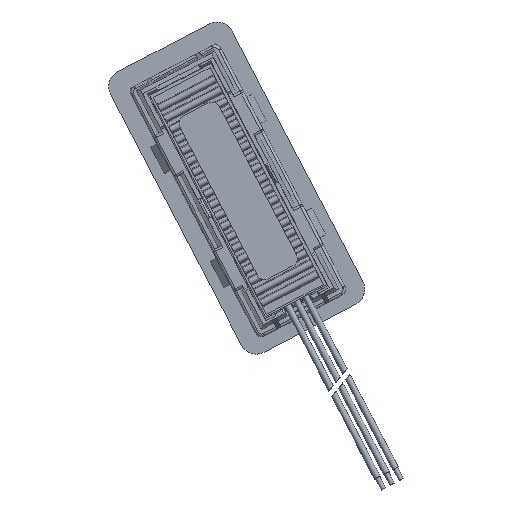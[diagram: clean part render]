
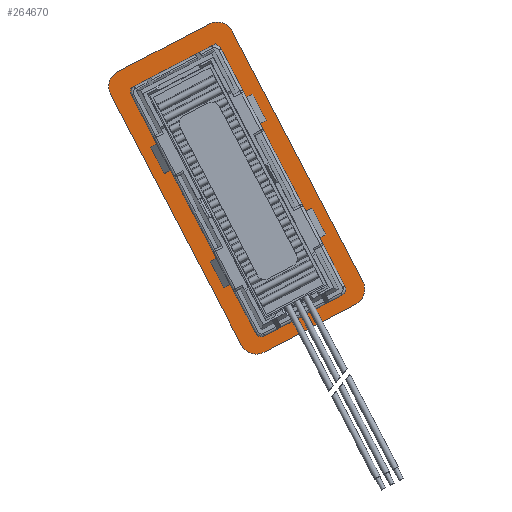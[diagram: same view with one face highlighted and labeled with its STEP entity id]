
A CAD part, front view. The second image highlights one B-rep face of the part: STEP entity #264670.
In plain terms, the highlighted planar face has unit normal (0, -1, 0).
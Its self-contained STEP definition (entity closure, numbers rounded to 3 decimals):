
#263580=CARTESIAN_POINT('',(-18.452,51.992,
-23.136));
#263590=DIRECTION('',(0.,-1.,
0.));
#263600=DIRECTION('',(-0.887,0.,
-0.463));
#263610=AXIS2_PLACEMENT_3D('',#263580,#263590,#263600);
#263620=PLANE('',#263610);
#263630=CARTESIAN_POINT('',(-26.462,51.992,
10.472));
#263640=DIRECTION('',(0.,-1.,
0.));
#263650=DIRECTION('',(-0.463,0.,
0.887));
#263660=AXIS2_PLACEMENT_3D('',#263630,#263640,#263650);
#263670=CIRCLE('',#263660,4.);
#263680=CARTESIAN_POINT('',(-28.313,51.992,
14.018));
#263690=VERTEX_POINT('',#263680);
#263700=CARTESIAN_POINT('',(-30.008,51.992,
8.621));
#263710=VERTEX_POINT('',#263700);
#263720=EDGE_CURVE('',#263690,#263710,#263670,.T.);
#263730=ORIENTED_EDGE('',*,*,#263720,.T.);
#263740=CARTESIAN_POINT('',(-28.313,51.992,
14.018));
#263750=DIRECTION('',(0.887,0.,
0.463));
#263760=VECTOR('',#263750,1.);
#263770=LINE('',#263740,#263760);
#263780=CARTESIAN_POINT('',(-6.593,51.992,
25.353));
#263790=VERTEX_POINT('',#263780);
#263800=EDGE_CURVE('',#263690,#263790,#263770,.T.);
#263810=ORIENTED_EDGE('',*,*,#263800,.F.);
#263820=CARTESIAN_POINT('',(-4.742,51.992,
21.807));
#263830=DIRECTION('',(0.,-1.,
0.));
#263840=DIRECTION('',(0.887,0.,
0.463));
#263850=AXIS2_PLACEMENT_3D('',#263820,#263830,#263840);
#263860=CIRCLE('',#263850,4.);
#263870=CARTESIAN_POINT('',(-1.196,51.991,
23.658));
#263880=VERTEX_POINT('',#263870);
#263890=EDGE_CURVE('',#263880,#263790,#263860,.T.);
#263900=ORIENTED_EDGE('',*,*,#263890,.T.);
#263910=CARTESIAN_POINT('',(-1.196,51.991,
23.658));
#263920=DIRECTION('',(0.463,0.,
-0.887));
#263930=VECTOR('',#263920,1.);
#263940=LINE('',#263910,#263930);
#263950=CARTESIAN_POINT('',(29.803,51.991,
-35.739));
#263960=VERTEX_POINT('',#263950);
#263970=EDGE_CURVE('',#263880,#263960,#263940,.T.);
#263980=ORIENTED_EDGE('',*,*,#263970,.F.);
#263990=CARTESIAN_POINT('',(26.257,51.991,
-37.59));
#264000=DIRECTION('',(0.,-1.,
0.));
#264010=DIRECTION('',(0.463,0.,
-0.887));
#264020=AXIS2_PLACEMENT_3D('',#263990,#264000,#264010);
#264030=CIRCLE('',#264020,4.);
#264040=CARTESIAN_POINT('',(28.108,51.991,
-41.136));
#264050=VERTEX_POINT('',#264040);
#264060=EDGE_CURVE('',#264050,#263960,#264030,.T.);
#264070=ORIENTED_EDGE('',*,*,#264060,.T.);
#264080=CARTESIAN_POINT('',(28.108,51.991,
-41.136));
#264090=DIRECTION('',(-0.887,0.,
-0.463));
#264100=VECTOR('',#264090,1.);
#264110=LINE('',#264080,#264100);
#264120=CARTESIAN_POINT('',(6.388,51.991,
-52.472));
#264130=VERTEX_POINT('',#264120);
#264140=EDGE_CURVE('',#264050,#264130,#264110,.T.);
#264150=ORIENTED_EDGE('',*,*,#264140,.F.);
#264160=CARTESIAN_POINT('',(4.537,51.991,
-48.926));
#264170=DIRECTION('',(0.,-1.,
0.));
#264180=DIRECTION('',(-0.887,0.,
-0.463));
#264190=AXIS2_PLACEMENT_3D('',#264160,#264170,#264180);
#264200=CIRCLE('',#264190,4.);
#264210=CARTESIAN_POINT('',(0.991,51.991,
-50.776));
#264220=VERTEX_POINT('',#264210);
#264230=EDGE_CURVE('',#264220,#264130,#264200,.T.);
#264240=ORIENTED_EDGE('',*,*,#264230,.T.);
#264250=CARTESIAN_POINT('',(0.991,51.991,
-50.776));
#264260=DIRECTION('',(-0.463,0.,
0.887));
#264270=VECTOR('',#264260,1.);
#264280=LINE('',#264250,#264270);
#264290=EDGE_CURVE('',#264220,#263710,#264280,.T.);
#264300=ORIENTED_EDGE('',*,*,#264290,.F.);
#264310=EDGE_LOOP('',(#264300,#264240,#264150,#264070,#263980,#263900,
#263810,#263730));
#264320=FACE_OUTER_BOUND('',#264310,.T.);
#264330=CARTESIAN_POINT('',(-25.248,51.992,
10.09));
#264340=DIRECTION('',(0.463,0.,
-0.887));
#264350=VECTOR('',#264340,1.);
#264360=LINE('',#264330,#264350);
#264370=CARTESIAN_POINT('',(-25.248,51.992,
10.09));
#264380=VERTEX_POINT('',#264370);
#264390=CARTESIAN_POINT('',(4.919,51.991,
-47.711));
#264400=VERTEX_POINT('',#264390);
#264410=EDGE_CURVE('',#264380,#264400,#264360,.T.);
#264420=ORIENTED_EDGE('',*,*,#264410,.F.);
#264430=CARTESIAN_POINT('',(4.919,51.991,
-47.711));
#264440=DIRECTION('',(0.887,0.,
0.463));
#264450=VECTOR('',#264440,1.);
#264460=LINE('',#264430,#264450);
#264470=CARTESIAN_POINT('',(25.043,51.991,
-37.209));
#264480=VERTEX_POINT('',#264470);
#264490=EDGE_CURVE('',#264400,#264480,#264460,.T.);
#264500=ORIENTED_EDGE('',*,*,#264490,.F.);
#264510=CARTESIAN_POINT('',(25.043,51.991,
-37.209));
#264520=DIRECTION('',(-0.463,0.,
0.887));
#264530=VECTOR('',#264520,1.);
#264540=LINE('',#264510,#264530);
#264550=CARTESIAN_POINT('',(-5.124,51.992,
20.593));
#264560=VERTEX_POINT('',#264550);
#264570=EDGE_CURVE('',#264480,#264560,#264540,.T.);
#264580=ORIENTED_EDGE('',*,*,#264570,.F.);
#264590=CARTESIAN_POINT('',(-5.124,51.992,
20.593));
#264600=DIRECTION('',(-0.887,0.,
-0.463));
#264610=VECTOR('',#264600,1.);
#264620=LINE('',#264590,#264610);
#264630=EDGE_CURVE('',#264560,#264380,#264620,.T.);
#264640=ORIENTED_EDGE('',*,*,#264630,.F.);
#264650=EDGE_LOOP('',(#264640,#264580,#264500,#264420));
#264660=FACE_BOUND('',#264650,.T.);
#264670=ADVANCED_FACE('',(#264320,#264660),#263620,.T.);
